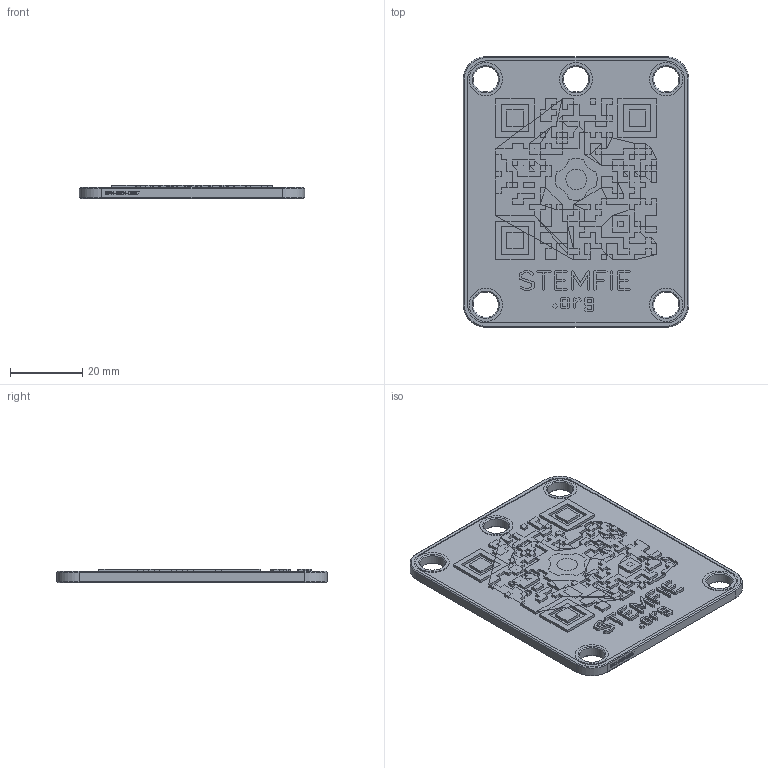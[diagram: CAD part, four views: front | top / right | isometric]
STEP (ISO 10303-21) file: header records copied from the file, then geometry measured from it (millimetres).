
FILE_DESCRIPTION(('FreeCAD Model'),'2;1');
FILE_NAME('Open CASCADE Shape Model','2023-11-09T15:07:00',(''),(''), 'Open CASCADE STEP processor 7.6','FreeCAD','Unknown');
FILE_SCHEMA(('AUTOMOTIVE_DESIGN { 1 0 10303 214 1 1 1 1 }'));
Products named in the file (1): Sign URL QR BU05x06x00.25 - SPN-SGN-0007 (stemfie.org)
Bounding box: 62.5 x 75 x 3.71 mm (x, y, z)
Volume: 13916.3 mm3; surface area: 11073.3 mm2
Topology: 1 solids, 1 shells, 982 faces, 2634 edges, 1678 vertices
Faces by surface type: plane 759, extrusion 178, cylinder 18, cone 18, bspline 9
Full cylindrical faces by diameter (mm): 7 x5, 9.2 x5
Entity records: 64728 total; most frequent: CARTESIAN_POINT 12716, DIRECTION 8907, VECTOR 7171, LINE 6993, ORIENTED_EDGE 5374, PCURVE 5268, DEFINITIONAL_REPRESENTATION 5268, EDGE_CURVE 2634
